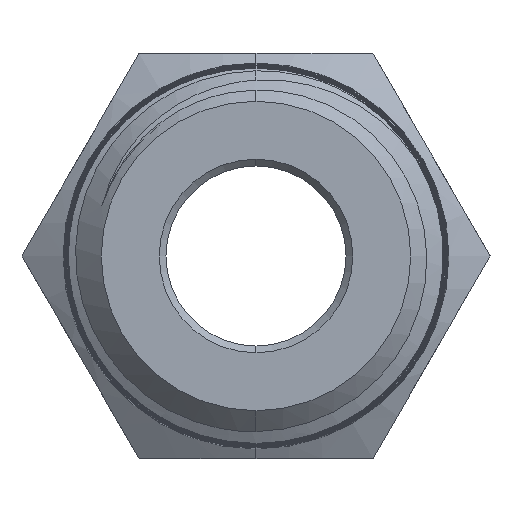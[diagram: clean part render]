
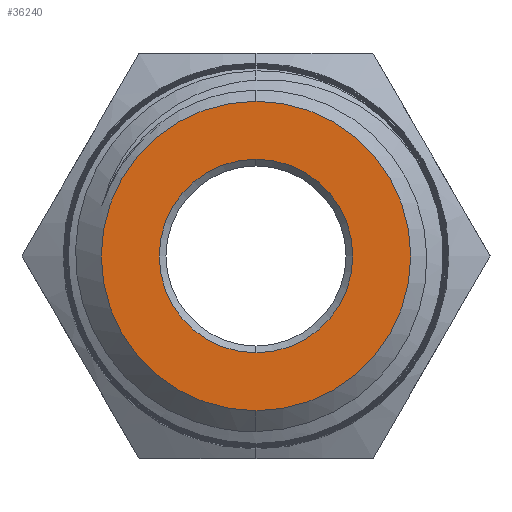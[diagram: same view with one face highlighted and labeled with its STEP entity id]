
A CAD part, front view. The second image highlights one B-rep face of the part: STEP entity #36240.
In plain terms, the highlighted planar face has unit normal (0, -1, 0).
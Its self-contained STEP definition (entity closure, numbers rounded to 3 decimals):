
#428 = EDGE_CURVE ( 'NONE', #46578, #19035, #40171, .T. ) ;
#2072 = VERTEX_POINT ( 'NONE', #42552 ) ;
#2482 = DIRECTION ( 'NONE',  ( 0., -1., 0. ) ) ;
#5320 = CARTESIAN_POINT ( 'NONE',  ( 0., -11.5, 0. ) ) ;
#5666 = CARTESIAN_POINT ( 'NONE',  ( 0., -11.5, 0. ) ) ;
#6252 = EDGE_CURVE ( 'NONE', #19035, #46578, #20590, .T. ) ;
#6335 = DIRECTION ( 'NONE',  ( 0., 0., -1. ) ) ;
#6984 = DIRECTION ( 'NONE',  ( 0., 0., -1. ) ) ;
#7558 = CIRCLE ( 'NONE', #23895, 6.875 ) ;
#8999 = DIRECTION ( 'NONE',  ( 0., 0., 1. ) ) ;
#9208 = AXIS2_PLACEMENT_3D ( 'NONE', #18427, #26107, #37652 ) ;
#9308 = AXIS2_PLACEMENT_3D ( 'NONE', #5320, #30899, #8999 ) ;
#11413 = EDGE_CURVE ( 'NONE', #2072, #37316, #7558, .T. ) ;
#12727 = DIRECTION ( 'NONE',  ( 0., 1., 0. ) ) ;
#18427 = CARTESIAN_POINT ( 'NONE',  ( 0., -11.5, 0. ) ) ;
#19035 = VERTEX_POINT ( 'NONE', #27045 ) ;
#19247 = CARTESIAN_POINT ( 'NONE',  ( 0., -11.5, 6.875 ) ) ;
#20462 = AXIS2_PLACEMENT_3D ( 'NONE', #5666, #12727, #6984 ) ;
#20590 = CIRCLE ( 'NONE', #9208, 4.3 ) ;
#20868 = CARTESIAN_POINT ( 'NONE',  ( 0., -11.5, 0. ) ) ;
#23895 = AXIS2_PLACEMENT_3D ( 'NONE', #25141, #25039, #24989 ) ;
#24122 = ORIENTED_EDGE ( 'NONE', *, *, #11413, .F. ) ;
#24989 = DIRECTION ( 'NONE',  ( 0., 0., 1. ) ) ;
#25039 = DIRECTION ( 'NONE',  ( 0., 1., 0. ) ) ;
#25141 = CARTESIAN_POINT ( 'NONE',  ( 0., -11.5, 0. ) ) ;
#26107 = DIRECTION ( 'NONE',  ( 0., 1., 0. ) ) ;
#26109 = AXIS2_PLACEMENT_3D ( 'NONE', #20868, #2482, #6335 ) ;
#27045 = CARTESIAN_POINT ( 'NONE',  ( 0., -11.5, -4.3 ) ) ;
#27462 = CARTESIAN_POINT ( 'NONE',  ( 0., -11.5, 4.3 ) ) ;
#28248 = PLANE ( 'NONE',  #26109 ) ;
#30598 = ORIENTED_EDGE ( 'NONE', *, *, #6252, .T. ) ;
#30899 = DIRECTION ( 'NONE',  ( 0., 1., 0. ) ) ;
#32538 = ORIENTED_EDGE ( 'NONE', *, *, #40377, .F. ) ;
#36240 = ADVANCED_FACE ( 'NONE', ( #45570, #42107 ), #28248, .T. ) ;
#37316 = VERTEX_POINT ( 'NONE', #19247 ) ;
#37652 = DIRECTION ( 'NONE',  ( 0., 0., -1. ) ) ;
#39194 = ORIENTED_EDGE ( 'NONE', *, *, #428, .T. ) ;
#40171 = CIRCLE ( 'NONE', #20462, 4.3 ) ;
#40377 = EDGE_CURVE ( 'NONE', #37316, #2072, #42230, .T. ) ;
#42107 = FACE_OUTER_BOUND ( 'NONE', #47150, .T. ) ;
#42230 = CIRCLE ( 'NONE', #9308, 6.875 ) ;
#42552 = CARTESIAN_POINT ( 'NONE',  ( 0., -11.5, -6.875 ) ) ;
#44920 = EDGE_LOOP ( 'NONE', ( #30598, #39194 ) ) ;
#45570 = FACE_BOUND ( 'NONE', #44920, .T. ) ;
#46578 = VERTEX_POINT ( 'NONE', #27462 ) ;
#47150 = EDGE_LOOP ( 'NONE', ( #32538, #24122 ) ) ;
